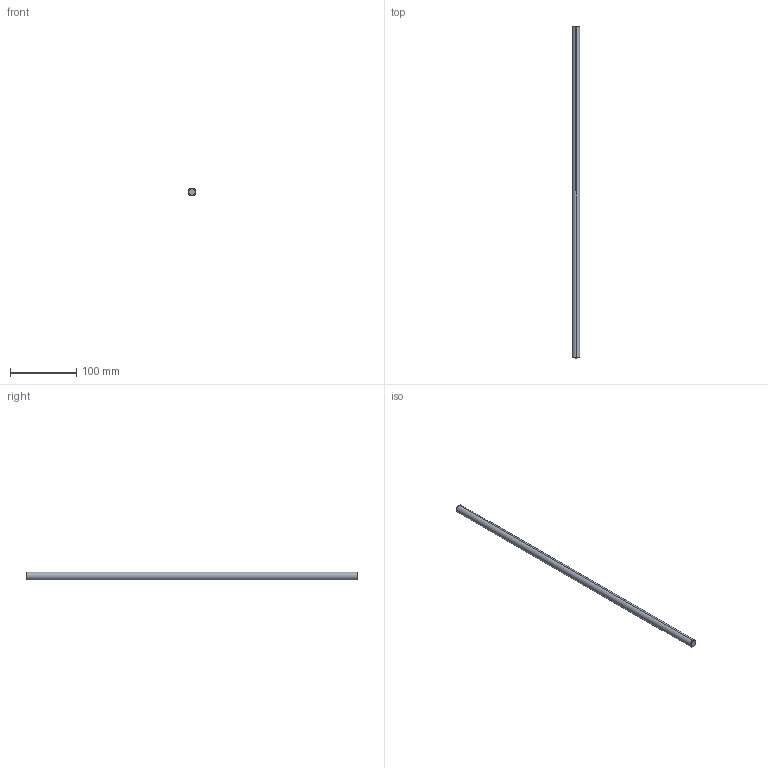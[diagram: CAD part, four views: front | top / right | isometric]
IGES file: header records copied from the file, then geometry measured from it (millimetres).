
Start section: SolidWorks IGES file using analytic representation for surfaces
Global section: file name: Rundstab_1.4301_12x500~0.IGS; native system: SolidWorks 2015; preprocessor: SolidWorks 2015; author: Steffen; date: 150717.073248; units: millimetre
Bounding box: 12 x 500 x 12 mm (x, y, z)
Surface area: 19029 mm2 (no closed solid volume)
Topology: 0 solids, 0 shells, 8 faces, 88 edges, 88 vertices
Faces by surface type: revolution 6, bspline 2
